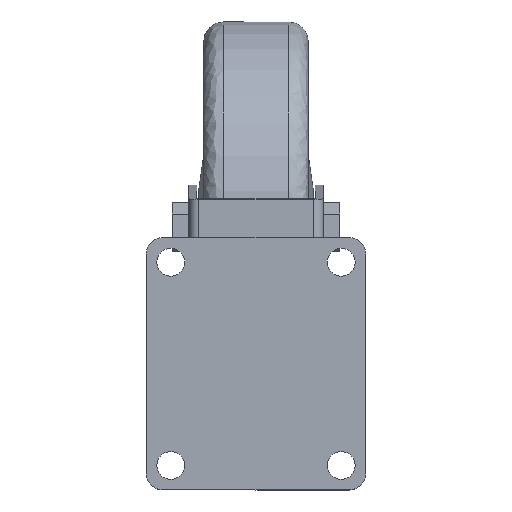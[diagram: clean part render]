
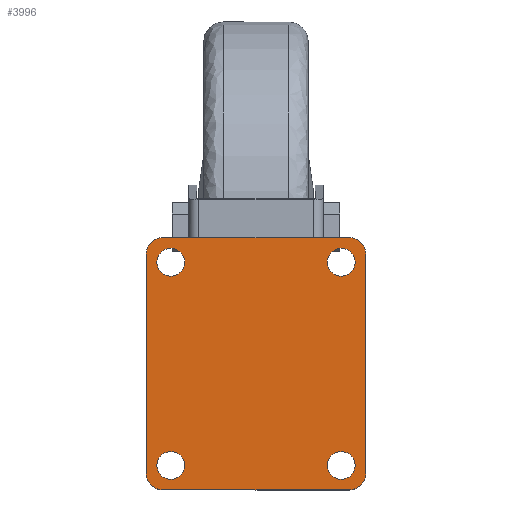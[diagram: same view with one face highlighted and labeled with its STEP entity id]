
A CAD part, top view. The second image highlights one B-rep face of the part: STEP entity #3996.
In plain terms, the highlighted planar face has unit normal (0, 0, 1).
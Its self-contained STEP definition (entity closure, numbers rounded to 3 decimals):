
#35 = EDGE_CURVE ( 'NONE', #7285, #3571, #1347, .T. ) ;
#65 = CARTESIAN_POINT ( 'NONE',  ( -30.25, -31., 161. ) ) ;
#74 = EDGE_CURVE ( 'NONE', #4231, #3172, #1902, .T. ) ;
#85 = AXIS2_PLACEMENT_3D ( 'NONE', #4086, #421, #442 ) ;
#93 = ORIENTED_EDGE ( 'NONE', *, *, #6913, .T. ) ;
#102 = DIRECTION ( 'NONE',  ( 1., 0., 0. ) ) ;
#139 = VERTEX_POINT ( 'NONE', #6811 ) ;
#177 = ORIENTED_EDGE ( 'NONE', *, *, #2726, .T. ) ;
#199 = DIRECTION ( 'NONE',  ( 0., -1., 0. ) ) ;
#260 = AXIS2_PLACEMENT_3D ( 'NONE', #1686, #1061, #1665 ) ;
#300 = VERTEX_POINT ( 'NONE', #6170 ) ;
#312 = LINE ( 'NONE', #2873, #6703 ) ;
#421 = DIRECTION ( 'NONE',  ( 0., 0., -1. ) ) ;
#429 = EDGE_LOOP ( 'NONE', ( #2767, #177 ) ) ;
#442 = DIRECTION ( 'NONE',  ( 1., 0., 0. ) ) ;
#526 = EDGE_CURVE ( 'NONE', #4289, #6746, #1517, .T. ) ;
#596 = ORIENTED_EDGE ( 'NONE', *, *, #526, .T. ) ;
#623 = CARTESIAN_POINT ( 'NONE',  ( -26., 31., 161. ) ) ;
#651 = DIRECTION ( 'NONE',  ( 1., 0., 0. ) ) ;
#666 = CIRCLE ( 'NONE', #260, 5. ) ;
#670 = AXIS2_PLACEMENT_3D ( 'NONE', #6472, #2864, #4689 ) ;
#705 = EDGE_LOOP ( 'NONE', ( #753, #7443 ) ) ;
#706 = VERTEX_POINT ( 'NONE', #1514 ) ;
#753 = ORIENTED_EDGE ( 'NONE', *, *, #35, .T. ) ;
#793 = VERTEX_POINT ( 'NONE', #3146 ) ;
#856 = CARTESIAN_POINT ( 'NONE',  ( 28.5, -33.5, 161. ) ) ;
#998 = EDGE_CURVE ( 'NONE', #3571, #7285, #4586, .T. ) ;
#1040 = LINE ( 'NONE', #3221, #7029 ) ;
#1050 = CIRCLE ( 'NONE', #3444, 4.25 ) ;
#1061 = DIRECTION ( 'NONE',  ( 0., 0., 1. ) ) ;
#1130 = DIRECTION ( 'NONE',  ( 1., 0., 0. ) ) ;
#1141 = DIRECTION ( 'NONE',  ( 1., 0., 0. ) ) ;
#1149 = DIRECTION ( 'NONE',  ( 0., 0., -1. ) ) ;
#1347 = CIRCLE ( 'NONE', #3886, 4.25 ) ;
#1449 = ORIENTED_EDGE ( 'NONE', *, *, #6818, .T. ) ;
#1514 = CARTESIAN_POINT ( 'NONE',  ( 28.5, -38.5, 161. ) ) ;
#1517 = LINE ( 'NONE', #7689, #2622 ) ;
#1665 = DIRECTION ( 'NONE',  ( 1., 0., 0. ) ) ;
#1684 = CARTESIAN_POINT ( 'NONE',  ( 28.5, 38.5, 161. ) ) ;
#1686 = CARTESIAN_POINT ( 'NONE',  ( -28.5, -33.5, 161. ) ) ;
#1818 = ORIENTED_EDGE ( 'NONE', *, *, #4748, .T. ) ;
#1841 = AXIS2_PLACEMENT_3D ( 'NONE', #4205, #4094, #1141 ) ;
#1902 = CIRCLE ( 'NONE', #3739, 4.25 ) ;
#1912 = DIRECTION ( 'NONE',  ( 0., 0., 1. ) ) ;
#1952 = DIRECTION ( 'NONE',  ( 0., 0., -1. ) ) ;
#2066 = AXIS2_PLACEMENT_3D ( 'NONE', #3668, #5528, #102 ) ;
#2089 = ORIENTED_EDGE ( 'NONE', *, *, #5197, .T. ) ;
#2190 = FACE_BOUND ( 'NONE', #429, .T. ) ;
#2241 = CIRCLE ( 'NONE', #670, 4.25 ) ;
#2330 = EDGE_CURVE ( 'NONE', #7270, #6605, #7417, .T. ) ;
#2409 = DIRECTION ( 'NONE',  ( 1., 0., 0. ) ) ;
#2476 = CARTESIAN_POINT ( 'NONE',  ( -28.5, -38.5, 161. ) ) ;
#2477 = AXIS2_PLACEMENT_3D ( 'NONE', #623, #1149, #5329 ) ;
#2622 = VECTOR ( 'NONE', #6003, 1000. ) ;
#2726 = EDGE_CURVE ( 'NONE', #3172, #4231, #1050, .T. ) ;
#2767 = ORIENTED_EDGE ( 'NONE', *, *, #74, .T. ) ;
#2778 = EDGE_LOOP ( 'NONE', ( #6727, #3313, #4181, #2089, #7591, #1818, #596, #4747 ) ) ;
#2799 = LINE ( 'NONE', #4319, #5149 ) ;
#2825 = CIRCLE ( 'NONE', #85, 4.25 ) ;
#2864 = DIRECTION ( 'NONE',  ( 0., 0., -1. ) ) ;
#2873 = CARTESIAN_POINT ( 'NONE',  ( 0., -38.5, 161. ) ) ;
#2943 = CIRCLE ( 'NONE', #2066, 4.25 ) ;
#3008 = CARTESIAN_POINT ( 'NONE',  ( -26., -31., 161. ) ) ;
#3124 = FACE_BOUND ( 'NONE', #4625, .T. ) ;
#3146 = CARTESIAN_POINT ( 'NONE',  ( 30.25, -31., 161. ) ) ;
#3147 = DIRECTION ( 'NONE',  ( 1., 0., 0. ) ) ;
#3172 = VERTEX_POINT ( 'NONE', #65 ) ;
#3221 = CARTESIAN_POINT ( 'NONE',  ( 0., 38.5, 161. ) ) ;
#3229 = AXIS2_PLACEMENT_3D ( 'NONE', #7152, #4091, #4705 ) ;
#3278 = DIRECTION ( 'NONE',  ( 1., 0., 0. ) ) ;
#3288 = EDGE_CURVE ( 'NONE', #5016, #7270, #1040, .T. ) ;
#3313 = ORIENTED_EDGE ( 'NONE', *, *, #2330, .T. ) ;
#3444 = AXIS2_PLACEMENT_3D ( 'NONE', #3008, #4219, #651 ) ;
#3550 = CARTESIAN_POINT ( 'NONE',  ( 0., -14.25, 161. ) ) ;
#3571 = VERTEX_POINT ( 'NONE', #6175 ) ;
#3668 = CARTESIAN_POINT ( 'NONE',  ( 26., 31., 161. ) ) ;
#3671 = ORIENTED_EDGE ( 'NONE', *, *, #5250, .T. ) ;
#3739 = AXIS2_PLACEMENT_3D ( 'NONE', #6845, #5051, #3278 ) ;
#3764 = CARTESIAN_POINT ( 'NONE',  ( -26., 31., 161. ) ) ;
#3779 = CARTESIAN_POINT ( 'NONE',  ( -21.75, -31., 161. ) ) ;
#3886 = AXIS2_PLACEMENT_3D ( 'NONE', #3764, #1952, #3147 ) ;
#3922 = AXIS2_PLACEMENT_3D ( 'NONE', #3550, #7190, #6052 ) ;
#3958 = ORIENTED_EDGE ( 'NONE', *, *, #5975, .T. ) ;
#3996 = ADVANCED_FACE ( 'NONE', ( #7353, #2190, #7542, #3124, #5762 ), #7273, .T. ) ;
#4086 = CARTESIAN_POINT ( 'NONE',  ( 26., 31., 161. ) ) ;
#4091 = DIRECTION ( 'NONE',  ( 0., 0., 1. ) ) ;
#4094 = DIRECTION ( 'NONE',  ( 0., 0., -1. ) ) ;
#4181 = ORIENTED_EDGE ( 'NONE', *, *, #4632, .T. ) ;
#4205 = CARTESIAN_POINT ( 'NONE',  ( 26., -31., 161. ) ) ;
#4219 = DIRECTION ( 'NONE',  ( 0., 0., -1. ) ) ;
#4231 = VERTEX_POINT ( 'NONE', #3779 ) ;
#4289 = VERTEX_POINT ( 'NONE', #5040 ) ;
#4319 = CARTESIAN_POINT ( 'NONE',  ( -33.5, -14.25, 161. ) ) ;
#4418 = DIRECTION ( 'NONE',  ( 0., 0., 1. ) ) ;
#4586 = CIRCLE ( 'NONE', #2477, 4.25 ) ;
#4615 = VERTEX_POINT ( 'NONE', #2476 ) ;
#4625 = EDGE_LOOP ( 'NONE', ( #3958, #1449 ) ) ;
#4632 = EDGE_CURVE ( 'NONE', #6605, #6604, #2799, .T. ) ;
#4689 = DIRECTION ( 'NONE',  ( 1., 0., 0. ) ) ;
#4705 = DIRECTION ( 'NONE',  ( 1., 0., 0. ) ) ;
#4747 = ORIENTED_EDGE ( 'NONE', *, *, #5407, .T. ) ;
#4748 = EDGE_CURVE ( 'NONE', #706, #4289, #6769, .T. ) ;
#5016 = VERTEX_POINT ( 'NONE', #1684 ) ;
#5030 = DIRECTION ( 'NONE',  ( 1., 0., 0. ) ) ;
#5040 = CARTESIAN_POINT ( 'NONE',  ( 33.5, -33.5, 161. ) ) ;
#5051 = DIRECTION ( 'NONE',  ( 0., 0., -1. ) ) ;
#5069 = DIRECTION ( 'NONE',  ( -1., 0., 0. ) ) ;
#5149 = VECTOR ( 'NONE', #199, 1000. ) ;
#5166 = CARTESIAN_POINT ( 'NONE',  ( -28.5, 38.5, 161. ) ) ;
#5197 = EDGE_CURVE ( 'NONE', #6604, #4615, #666, .T. ) ;
#5250 = EDGE_CURVE ( 'NONE', #793, #7661, #2241, .T. ) ;
#5304 = CARTESIAN_POINT ( 'NONE',  ( 33.5, 33.5, 161. ) ) ;
#5329 = DIRECTION ( 'NONE',  ( 1., 0., 0. ) ) ;
#5407 = EDGE_CURVE ( 'NONE', #6746, #5016, #6011, .T. ) ;
#5487 = CIRCLE ( 'NONE', #1841, 4.25 ) ;
#5502 = CARTESIAN_POINT ( 'NONE',  ( 28.5, 33.5, 161. ) ) ;
#5528 = DIRECTION ( 'NONE',  ( 0., 0., -1. ) ) ;
#5656 = CARTESIAN_POINT ( 'NONE',  ( 21.75, -31., 161. ) ) ;
#5762 = FACE_OUTER_BOUND ( 'NONE', #2778, .T. ) ;
#5975 = EDGE_CURVE ( 'NONE', #139, #300, #2943, .T. ) ;
#6002 = AXIS2_PLACEMENT_3D ( 'NONE', #5502, #1912, #2409 ) ;
#6003 = DIRECTION ( 'NONE',  ( 0., 1., 0. ) ) ;
#6011 = CIRCLE ( 'NONE', #6002, 5. ) ;
#6052 = DIRECTION ( 'NONE',  ( 1., 0., 0. ) ) ;
#6098 = AXIS2_PLACEMENT_3D ( 'NONE', #856, #4418, #5030 ) ;
#6109 = CARTESIAN_POINT ( 'NONE',  ( -33.5, 33.5, 161. ) ) ;
#6170 = CARTESIAN_POINT ( 'NONE',  ( 21.75, 31., 161. ) ) ;
#6175 = CARTESIAN_POINT ( 'NONE',  ( -30.25, 31., 161. ) ) ;
#6472 = CARTESIAN_POINT ( 'NONE',  ( 26., -31., 161. ) ) ;
#6604 = VERTEX_POINT ( 'NONE', #6709 ) ;
#6605 = VERTEX_POINT ( 'NONE', #6109 ) ;
#6703 = VECTOR ( 'NONE', #1130, 1000. ) ;
#6709 = CARTESIAN_POINT ( 'NONE',  ( -33.5, -33.5, 161. ) ) ;
#6727 = ORIENTED_EDGE ( 'NONE', *, *, #3288, .T. ) ;
#6746 = VERTEX_POINT ( 'NONE', #5304 ) ;
#6769 = CIRCLE ( 'NONE', #6098, 5. ) ;
#6811 = CARTESIAN_POINT ( 'NONE',  ( 30.25, 31., 161. ) ) ;
#6818 = EDGE_CURVE ( 'NONE', #300, #139, #2825, .T. ) ;
#6845 = CARTESIAN_POINT ( 'NONE',  ( -26., -31., 161. ) ) ;
#6867 = EDGE_CURVE ( 'NONE', #4615, #706, #312, .T. ) ;
#6913 = EDGE_CURVE ( 'NONE', #7661, #793, #5487, .T. ) ;
#7029 = VECTOR ( 'NONE', #5069, 1000. ) ;
#7152 = CARTESIAN_POINT ( 'NONE',  ( -28.5, 33.5, 161. ) ) ;
#7190 = DIRECTION ( 'NONE',  ( 0., 0., 1. ) ) ;
#7270 = VERTEX_POINT ( 'NONE', #5166 ) ;
#7273 = PLANE ( 'NONE',  #3922 ) ;
#7285 = VERTEX_POINT ( 'NONE', #7565 ) ;
#7353 = FACE_BOUND ( 'NONE', #7457, .T. ) ;
#7417 = CIRCLE ( 'NONE', #3229, 5. ) ;
#7443 = ORIENTED_EDGE ( 'NONE', *, *, #998, .T. ) ;
#7457 = EDGE_LOOP ( 'NONE', ( #3671, #93 ) ) ;
#7542 = FACE_BOUND ( 'NONE', #705, .T. ) ;
#7565 = CARTESIAN_POINT ( 'NONE',  ( -21.75, 31., 161. ) ) ;
#7591 = ORIENTED_EDGE ( 'NONE', *, *, #6867, .T. ) ;
#7661 = VERTEX_POINT ( 'NONE', #5656 ) ;
#7689 = CARTESIAN_POINT ( 'NONE',  ( 33.5, -14.25, 161. ) ) ;
